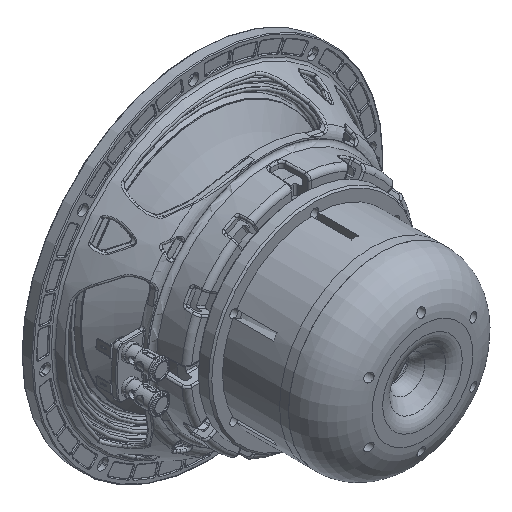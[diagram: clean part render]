
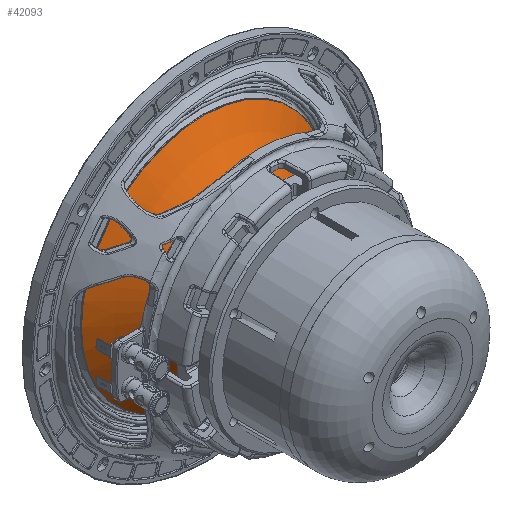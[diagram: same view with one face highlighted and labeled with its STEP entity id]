
A CAD part, isometric view. The second image highlights one B-rep face of the part: STEP entity #42093.
In plain terms, the highlighted toroidal (fillet/blend) face has major radius 168.385 mm and minor radius 196.984 mm.
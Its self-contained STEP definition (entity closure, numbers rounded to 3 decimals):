
#171 = DIRECTION ( 'NONE',  ( 0., 0., -1. ) ) ;
#301 = FACE_OUTER_BOUND ( 'NONE', #13535, .T. ) ;
#1121 = AXIS2_PLACEMENT_3D ( 'NONE', #19988, #9308, #51373 ) ;
#2198 = CIRCLE ( 'NONE', #1121, 32.445 ) ;
#4840 = AXIS2_PLACEMENT_3D ( 'NONE', #42909, #52921, #171 ) ;
#5922 = CIRCLE ( 'NONE', #4840, 73.241 ) ;
#9308 = DIRECTION ( 'NONE',  ( 0., -1., 0. ) ) ;
#9831 = EDGE_CURVE ( 'NONE', #64748, #64748, #2198, .T. ) ;
#10965 = DIRECTION ( 'NONE',  ( 0., 0., -1. ) ) ;
#11563 = EDGE_LOOP ( 'NONE', ( #54295 ) ) ;
#13535 = EDGE_LOOP ( 'NONE', ( #46463 ) ) ;
#17159 = CARTESIAN_POINT ( 'NONE',  ( 0., 75.628, -32.445 ) ) ;
#19988 = CARTESIAN_POINT ( 'NONE',  ( 0., 75.628, 0. ) ) ;
#21311 = FACE_OUTER_BOUND ( 'NONE', #11563, .T. ) ;
#34927 = AXIS2_PLACEMENT_3D ( 'NONE', #37166, #58231, #10965 ) ;
#37031 = EDGE_CURVE ( 'NONE', #58498, #58498, #5922, .T. ) ;
#37166 = CARTESIAN_POINT ( 'NONE',  ( 0., -66.932, 0. ) ) ;
#42093 = ADVANCED_FACE ( 'NONE', ( #301, #21311 ), #64667, .F. ) ;
#42909 = CARTESIAN_POINT ( 'NONE',  ( 0., 105.552, 0. ) ) ;
#44914 = CARTESIAN_POINT ( 'NONE',  ( 0., 105.552, -73.241 ) ) ;
#46463 = ORIENTED_EDGE ( 'NONE', *, *, #37031, .T. ) ;
#51373 = DIRECTION ( 'NONE',  ( 0., 0., -1. ) ) ;
#52921 = DIRECTION ( 'NONE',  ( 0., -1., 0. ) ) ;
#54295 = ORIENTED_EDGE ( 'NONE', *, *, #9831, .F. ) ;
#58231 = DIRECTION ( 'NONE',  ( 0., -1., 0. ) ) ;
#58498 = VERTEX_POINT ( 'NONE', #44914 ) ;
#64667 = TOROIDAL_SURFACE ( 'NONE', #34927, 168.385, 196.984 ) ;
#64748 = VERTEX_POINT ( 'NONE', #17159 ) ;
